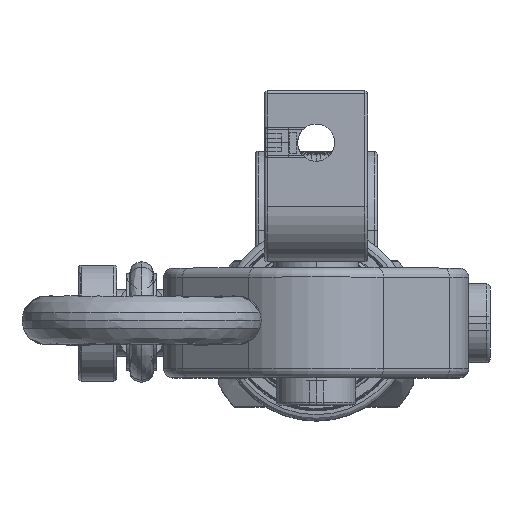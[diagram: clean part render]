
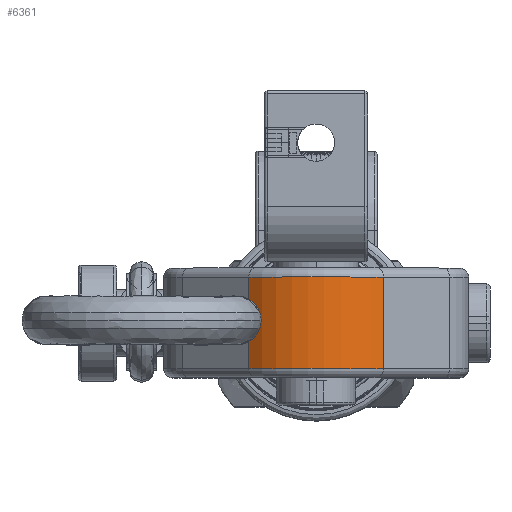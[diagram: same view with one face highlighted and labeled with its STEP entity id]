
A CAD part, top view. The second image highlights one B-rep face of the part: STEP entity #6361.
In plain terms, the highlighted cylindrical face has radius 16 mm (diameter 32 mm), a partial arc.
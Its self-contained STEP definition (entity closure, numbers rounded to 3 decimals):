
#4372=CARTESIAN_POINT('',(7.5,0.,-16.));
#4373=DIRECTION('',(1.,0.,0.));
#4374=DIRECTION('',(0.,0.69,0.724));
#4375=AXIS2_PLACEMENT_3D('',#4372,#4373,#4374);
#4380=CARTESIAN_POINT('',(-7.5,0.,-16.));
#4381=DIRECTION('',(-1.,0.,0.));
#4382=DIRECTION('',(0.,-0.69,0.724));
#4383=AXIS2_PLACEMENT_3D('',#4380,#4381,#4382);
#4388=DIRECTION('',(1.,0.,0.));
#4389=VECTOR('',#4388,15.);
#4390=CARTESIAN_POINT('',(-7.5,11.034,-4.414));
#4391=LINE('',#4390,#4389);
#4409=DIRECTION('',(1.,0.,0.));
#4410=VECTOR('',#4409,15.);
#4411=CARTESIAN_POINT('',(-7.5,-11.034,-4.414));
#4412=LINE('',#4411,#4410);
#4998=CARTESIAN_POINT('',(7.5,11.034,-4.414));
#4999=CARTESIAN_POINT('',(7.5,-11.034,-4.414));
#5000=VERTEX_POINT('',#4998);
#5001=VERTEX_POINT('',#4999);
#5028=CARTESIAN_POINT('',(-7.5,-11.034,-4.414));
#5029=VERTEX_POINT('',#5028);
#5032=CARTESIAN_POINT('',(-7.5,11.034,-4.414));
#5033=VERTEX_POINT('',#5032);
#6349=CARTESIAN_POINT('',(-9.,0.,-16.));
#6350=DIRECTION('',(1.,0.,0.));
#6351=DIRECTION('',(0.,0.,-1.));
#6352=AXIS2_PLACEMENT_3D('',#6349,#6350,#6351);
#6353=CYLINDRICAL_SURFACE('',#6352,16.);
#6354=ORIENTED_EDGE('',*,*,#5423,.T.);
#6356=ORIENTED_EDGE('',*,*,#6355,.F.);
#6357=ORIENTED_EDGE('',*,*,#6336,.T.);
#6358=ORIENTED_EDGE('',*,*,#5876,.T.);
#6359=EDGE_LOOP('',(#6354,#6356,#6357,#6358));
#6360=FACE_OUTER_BOUND('',#6359,.F.);
#6361=ADVANCED_FACE('',(#6360),#6353,.T.);
#4376=CIRCLE('',#4375,16.);
#4384=CIRCLE('',#4383,16.);
#5423=EDGE_CURVE('',#5000,#5001,#4376,.T.);
#5876=EDGE_CURVE('',#5033,#5000,#4391,.T.);
#6336=EDGE_CURVE('',#5029,#5033,#4384,.T.);
#6355=EDGE_CURVE('',#5029,#5001,#4412,.T.);
